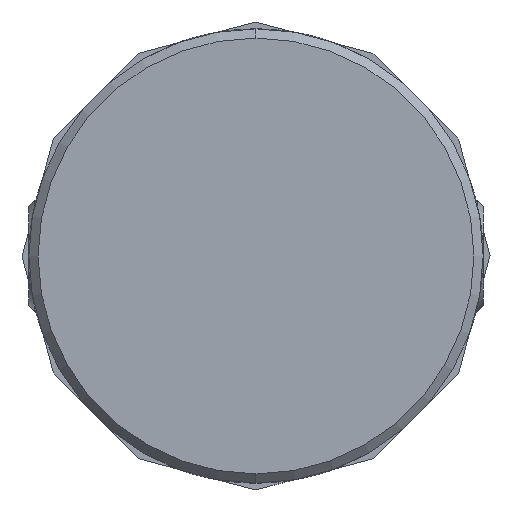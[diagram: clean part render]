
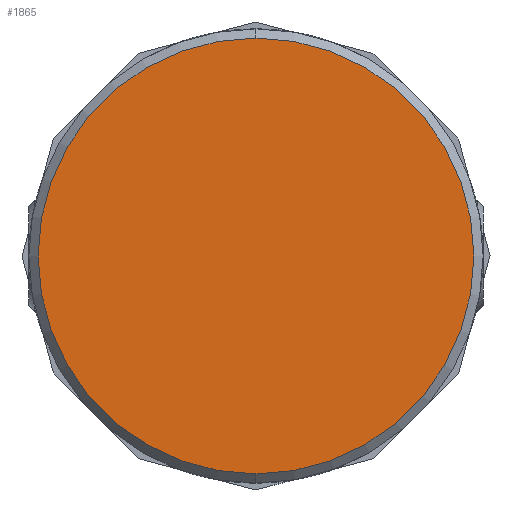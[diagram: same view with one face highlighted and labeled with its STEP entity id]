
A CAD part, front view. The second image highlights one B-rep face of the part: STEP entity #1865.
In plain terms, the highlighted planar face has unit normal (0, -1, 0).
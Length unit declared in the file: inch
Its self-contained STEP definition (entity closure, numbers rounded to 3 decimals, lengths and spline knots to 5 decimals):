
#461 = DIRECTION ( 'NONE',  ( 0., -1., 0. ) ) ;
#699 = ORIENTED_EDGE ( 'NONE', *, *, #4593, .T. ) ;
#941 = CARTESIAN_POINT ( 'NONE',  ( 0., -0.4, 0. ) ) ;
#1371 = AXIS2_PLACEMENT_3D ( 'NONE', #941, #461, #5270 ) ;
#1865 = ADVANCED_FACE ( 'NONE', ( #5512 ), #4587, .T. ) ;
#2118 = DIRECTION ( 'NONE',  ( 1., 0., 0. ) ) ;
#2465 = ORIENTED_EDGE ( 'NONE', *, *, #4676, .T. ) ;
#2825 = CARTESIAN_POINT ( 'NONE',  ( 0.71, -0.4, 0. ) ) ;
#2862 = AXIS2_PLACEMENT_3D ( 'NONE', #5886, #6259, #6288 ) ;
#3841 = CARTESIAN_POINT ( 'NONE',  ( -0.71, -0.4, 0. ) ) ;
#3978 = CIRCLE ( 'NONE', #2862, 0.71 ) ;
#4243 = VERTEX_POINT ( 'NONE', #3841 ) ;
#4345 = EDGE_LOOP ( 'NONE', ( #699, #2465 ) ) ;
#4587 = PLANE ( 'NONE',  #4809 ) ;
#4593 = EDGE_CURVE ( 'NONE', #4243, #5165, #6034, .T. ) ;
#4676 = EDGE_CURVE ( 'NONE', #5165, #4243, #3978, .T. ) ;
#4809 = AXIS2_PLACEMENT_3D ( 'NONE', #6012, #6115, #2118 ) ;
#5165 = VERTEX_POINT ( 'NONE', #2825 ) ;
#5270 = DIRECTION ( 'NONE',  ( 1., 0., 0. ) ) ;
#5512 = FACE_OUTER_BOUND ( 'NONE', #4345, .T. ) ;
#5886 = CARTESIAN_POINT ( 'NONE',  ( 0., -0.4, 0. ) ) ;
#6012 = CARTESIAN_POINT ( 'NONE',  ( 0.74, -0.4, 0. ) ) ;
#6034 = CIRCLE ( 'NONE', #1371, 0.71 ) ;
#6115 = DIRECTION ( 'NONE',  ( 0., -1., 0. ) ) ;
#6259 = DIRECTION ( 'NONE',  ( 0., -1., 0. ) ) ;
#6288 = DIRECTION ( 'NONE',  ( 1., 0., 0. ) ) ;
